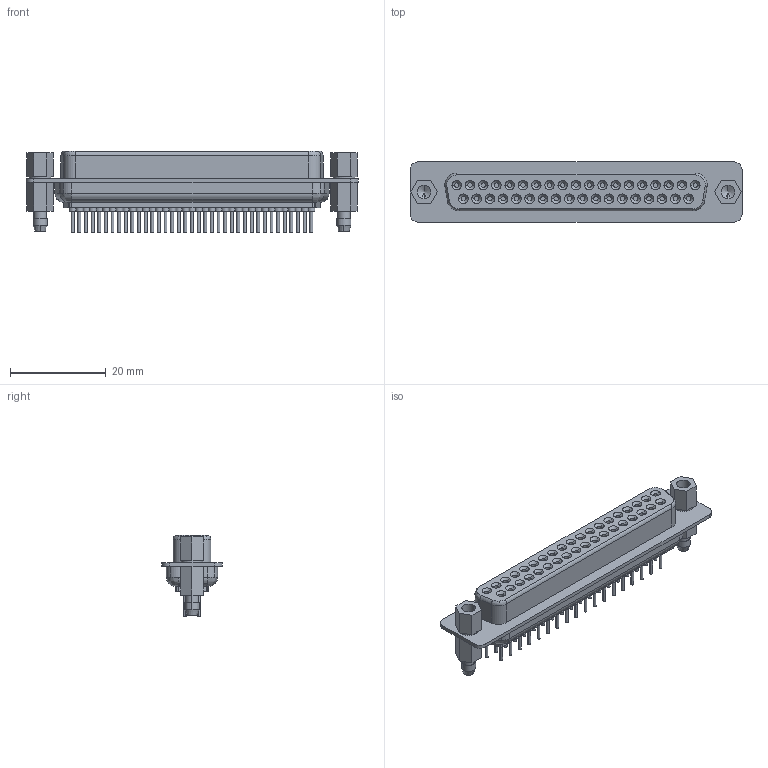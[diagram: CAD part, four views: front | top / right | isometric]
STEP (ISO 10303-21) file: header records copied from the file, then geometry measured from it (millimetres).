
FILE_DESCRIPTION((''),'2;1');
FILE_NAME('TYCO_3-1634225-2.stp','2009-06-15T13:43:40',(''),(''),'Mechanical Desktop 2006','Mechanical Desktop 2006',', , ');
FILE_SCHEMA(('AUTOMOTIVE_DESIGN { 1 2 10303 214 0 1 1 1 }'));
Length unit declared in the file: millimetre
Products named in the file (1): Product
Bounding box: 69.4 x 12.55 x 17 mm (x, y, z)
Volume: 6260.4 mm3; surface area: 9021.3 mm2
Topology: 46 solids, 46 shells, 566 faces, 1240 edges, 846 vertices
Faces by surface type: cylinder 292, plane 182, cone 82, bspline 10
Entity records: 15997 total; most frequent: DIRECTION 3032, CARTESIAN_POINT 2813, ORIENTED_EDGE 2392, AXIS2_PLACEMENT_3D 1239, EDGE_CURVE 1196, VERTEX_POINT 766, EDGE_LOOP 686, CIRCLE 682
